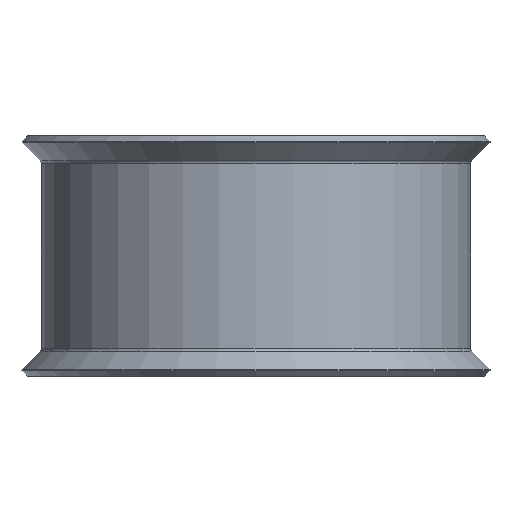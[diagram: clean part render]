
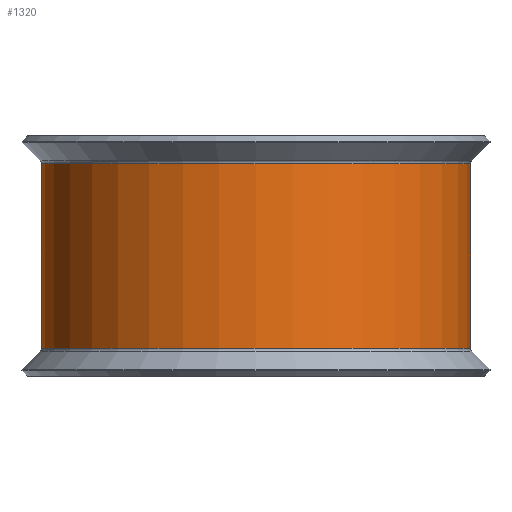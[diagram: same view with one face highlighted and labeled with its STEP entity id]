
A CAD part, front view. The second image highlights one B-rep face of the part: STEP entity #1320.
In plain terms, the highlighted cylindrical face has radius 14.122 mm (diameter 28.245 mm), a partial arc.
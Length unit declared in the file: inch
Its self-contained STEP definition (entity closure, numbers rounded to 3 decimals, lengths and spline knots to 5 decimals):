
#40 = CARTESIAN_POINT ( 'NONE',  ( 0.531, -1., -0.23972 ) ) ;
#136 = VECTOR ( 'NONE', #1549, 39.37008 ) ;
#287 = DIRECTION ( 'NONE',  ( -1., 0., 0. ) ) ;
#297 = AXIS2_PLACEMENT_3D ( 'NONE', #40, #1734, #287 ) ;
#634 = EDGE_CURVE ( 'NONE', #945, #2436, #937, .T. ) ;
#660 = AXIS2_PLACEMENT_3D ( 'NONE', #1611, #889, #2804 ) ;
#686 = CYLINDRICAL_SURFACE ( 'NONE', #660, 0.556 ) ;
#755 = VERTEX_POINT ( 'NONE', #2277 ) ;
#887 = ORIENTED_EDGE ( 'NONE', *, *, #3115, .T. ) ;
#889 = DIRECTION ( 'NONE',  ( 0., 0., -1. ) ) ;
#890 = ORIENTED_EDGE ( 'NONE', *, *, #634, .F. ) ;
#937 = CIRCLE ( 'NONE', #297, 0.556 ) ;
#945 = VERTEX_POINT ( 'NONE', #2355 ) ;
#970 = AXIS2_PLACEMENT_3D ( 'NONE', #1106, #2787, #1354 ) ;
#1106 = CARTESIAN_POINT ( 'NONE',  ( 0.531, -1., 0.23972 ) ) ;
#1189 = VERTEX_POINT ( 'NONE', #1327 ) ;
#1204 = VECTOR ( 'NONE', #2598, 39.37008 ) ;
#1320 = ADVANCED_FACE ( 'NONE', ( #2686 ), #686, .T. ) ;
#1327 = CARTESIAN_POINT ( 'NONE',  ( 0.531, -0.444, 0.23972 ) ) ;
#1354 = DIRECTION ( 'NONE',  ( -1., 0., 0. ) ) ;
#1425 = EDGE_CURVE ( 'NONE', #755, #2436, #2382, .T. ) ;
#1426 = LINE ( 'NONE', #2980, #136 ) ;
#1549 = DIRECTION ( 'NONE',  ( 0., 0., -1. ) ) ;
#1611 = CARTESIAN_POINT ( 'NONE',  ( 0.531, -1., 0.3125 ) ) ;
#1734 = DIRECTION ( 'NONE',  ( 0., 0., -1. ) ) ;
#1881 = CARTESIAN_POINT ( 'NONE',  ( -0.025, -1., 0.3125 ) ) ;
#2079 = CARTESIAN_POINT ( 'NONE',  ( -0.025, -1., -0.23972 ) ) ;
#2146 = EDGE_CURVE ( 'NONE', #1189, #945, #1426, .T. ) ;
#2277 = CARTESIAN_POINT ( 'NONE',  ( -0.025, -1., 0.23972 ) ) ;
#2355 = CARTESIAN_POINT ( 'NONE',  ( 0.531, -0.444, -0.23972 ) ) ;
#2382 = LINE ( 'NONE', #1881, #1204 ) ;
#2436 = VERTEX_POINT ( 'NONE', #2079 ) ;
#2454 = ORIENTED_EDGE ( 'NONE', *, *, #1425, .T. ) ;
#2598 = DIRECTION ( 'NONE',  ( 0., 0., -1. ) ) ;
#2686 = FACE_OUTER_BOUND ( 'NONE', #2995, .T. ) ;
#2763 = CIRCLE ( 'NONE', #970, 0.556 ) ;
#2787 = DIRECTION ( 'NONE',  ( 0., 0., -1. ) ) ;
#2804 = DIRECTION ( 'NONE',  ( -1., 0., 0. ) ) ;
#2896 = ORIENTED_EDGE ( 'NONE', *, *, #2146, .F. ) ;
#2980 = CARTESIAN_POINT ( 'NONE',  ( 0.531, -0.444, 0.3125 ) ) ;
#2995 = EDGE_LOOP ( 'NONE', ( #2454, #890, #2896, #887 ) ) ;
#3115 = EDGE_CURVE ( 'NONE', #1189, #755, #2763, .T. ) ;
